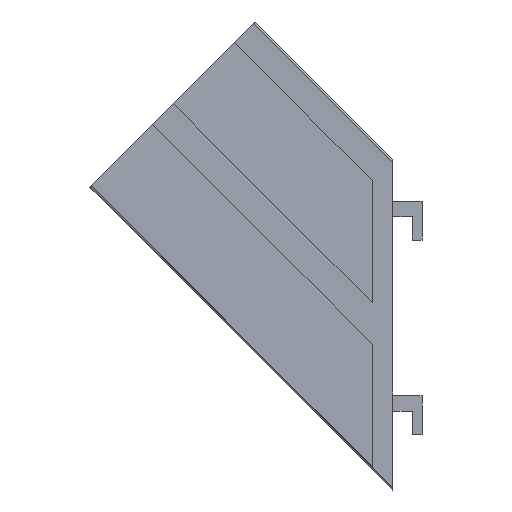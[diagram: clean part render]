
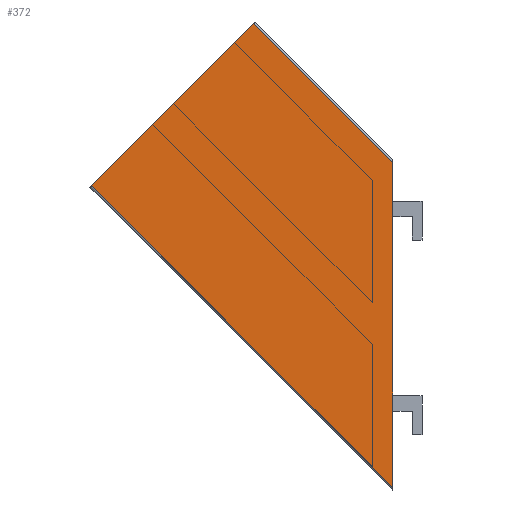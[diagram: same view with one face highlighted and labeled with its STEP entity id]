
A CAD part, front view. The second image highlights one B-rep face of the part: STEP entity #372.
In plain terms, the highlighted planar face has unit normal (0, -1, 0).
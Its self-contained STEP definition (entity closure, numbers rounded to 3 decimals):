
#372=ADVANCED_FACE('',(#514),#516,.F.);
#514=FACE_BOUND('',#515,.T.);
#515=EDGE_LOOP('',(#923,#924,#925,#926));
#516=PLANE('',#517);
#517=AXIS2_PLACEMENT_3D('',#518,#519,#520);
#518=CARTESIAN_POINT('',(0.,-50.,0.));
#519=DIRECTION('',(0.,1.,0.));
#520=DIRECTION('',(-1.,0.,0.));
#923=ORIENTED_EDGE('',*,*,#1187,.F.);
#924=ORIENTED_EDGE('',*,*,#1188,.F.);
#925=ORIENTED_EDGE('',*,*,#1189,.F.);
#926=ORIENTED_EDGE('',*,*,#1158,.F.);
#1158=EDGE_CURVE('',#1316,#1318,#1319,.T.);
#1187=EDGE_CURVE('',#1365,#1316,#1367,.T.);
#1188=EDGE_CURVE('',#1368,#1365,#1369,.T.);
#1189=EDGE_CURVE('',#1318,#1368,#1370,.T.);
#1316=VERTEX_POINT('',#1587);
#1318=VERTEX_POINT('',#1592);
#1319=LINE('',#1593,#1594);
#1365=VERTEX_POINT('',#1698);
#1367=LINE('',#1703,#1704);
#1368=VERTEX_POINT('',#1706);
#1369=LINE('',#1707,#1708);
#1370=LINE('',#1710,#1711);
#1587=CARTESIAN_POINT('',(0.,-50.,73.891));
#1592=CARTESIAN_POINT('',(0.,-50.,-92.987));
#1593=CARTESIAN_POINT('',(0.,-50.,73.891));
#1594=VECTOR('',#1595,1.);
#1595=DIRECTION('',(0.,0.,-1.));
#1698=CARTESIAN_POINT('',(-71.418,-50.,145.308));
#1703=CARTESIAN_POINT('',(-71.418,-50.,145.308));
#1704=VECTOR('',#1705,1.);
#1705=DIRECTION('',(0.707,0.,-0.707));
#1706=CARTESIAN_POINT('',(-154.856,-50.,61.87));
#1707=CARTESIAN_POINT('',(-154.856,-50.,61.87));
#1708=VECTOR('',#1709,1.);
#1709=DIRECTION('',(0.707,0.,0.707));
#1710=CARTESIAN_POINT('',(0.,-50.,-92.987));
#1711=VECTOR('',#1712,1.);
#1712=DIRECTION('',(-0.707,0.,0.707));
